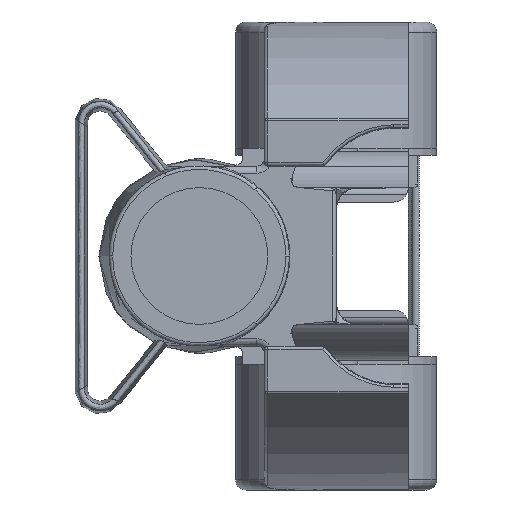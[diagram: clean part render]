
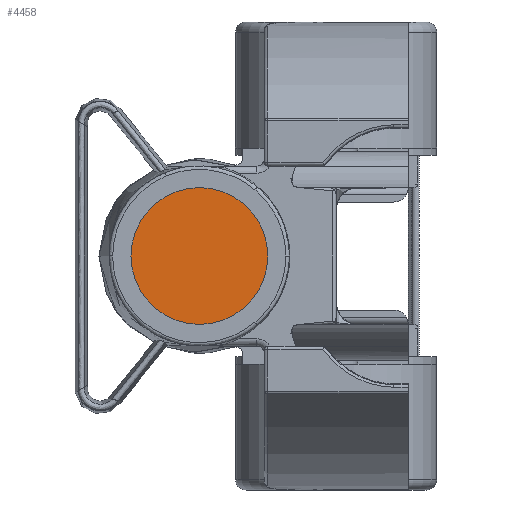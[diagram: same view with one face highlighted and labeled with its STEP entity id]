
A CAD part, left-side view. The second image highlights one B-rep face of the part: STEP entity #4458.
In plain terms, the highlighted planar face has unit normal (-1, 0, 0).
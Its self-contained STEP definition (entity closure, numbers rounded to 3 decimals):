
#419=PLANE('',#4746);
#1016=FACE_OUTER_BOUND('',#1287,.T.);
#1287=EDGE_LOOP('',(#3024));
#1554=CIRCLE('',#4745,9.5);
#1796=VERTEX_POINT('',#6758);
#2269=EDGE_CURVE('',#1796,#1796,#1554,.T.);
#3024=ORIENTED_EDGE('',*,*,#2269,.F.);
#4458=ADVANCED_FACE('',(#1016),#419,.F.);
#4745=AXIS2_PLACEMENT_3D('',#6760,#5194,#5195);
#4746=AXIS2_PLACEMENT_3D('',#6761,#5196,#5197);
#5194=DIRECTION('center_axis',(1.,0.,0.));
#5195=DIRECTION('ref_axis',(0.,0.,-1.));
#5196=DIRECTION('center_axis',(1.,0.,0.));
#5197=DIRECTION('ref_axis',(0.,0.,-1.));
#6758=CARTESIAN_POINT('',(56.,29.,9.5));
#6760=CARTESIAN_POINT('Origin',(56.,29.,0.));
#6761=CARTESIAN_POINT('Origin',(56.,29.,0.));
